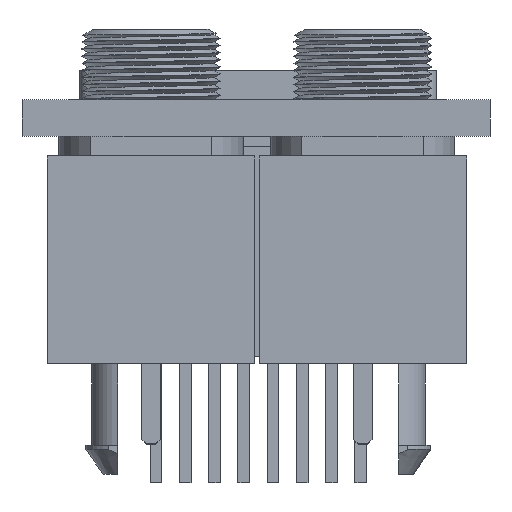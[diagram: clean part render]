
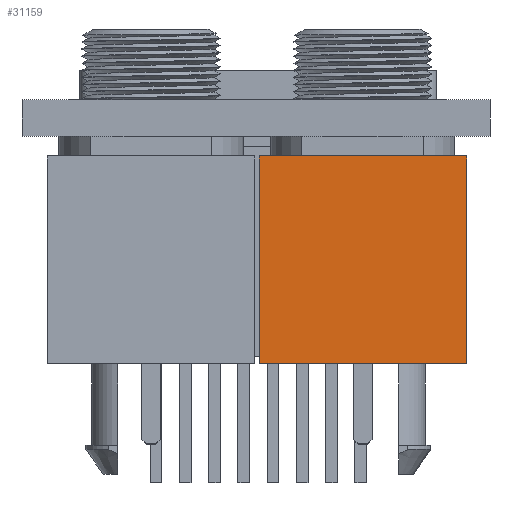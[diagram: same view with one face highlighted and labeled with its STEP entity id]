
A CAD part, front view. The second image highlights one B-rep face of the part: STEP entity #31159.
In plain terms, the highlighted face is planar.
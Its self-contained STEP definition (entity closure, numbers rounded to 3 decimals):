
#27691 = PLANE('',#27692);
#27692 = AXIS2_PLACEMENT_3D('',#27693,#27694,#27695);
#27693 = CARTESIAN_POINT('',(0.,0.,9.));
#27694 = DIRECTION('',(0.,0.,1.));
#27695 = DIRECTION('',(1.,0.,-0.));
#28355 = PLANE('',#28356);
#28356 = AXIS2_PLACEMENT_3D('',#28357,#28358,#28359);
#28357 = CARTESIAN_POINT('',(0.,0.,0.));
#28358 = DIRECTION('',(0.,0.,1.));
#28359 = DIRECTION('',(1.,0.,-0.));
#31053 = EDGE_CURVE('',#31054,#31056,#31058,.T.);
#31054 = VERTEX_POINT('',#31055);
#31055 = CARTESIAN_POINT('',(-4.5,5.25,9.));
#31056 = VERTEX_POINT('',#31057);
#31057 = CARTESIAN_POINT('',(-4.5,5.25,0.));
#31058 = SURFACE_CURVE('',#31059,(#31063,#31075),.PCURVE_S1.);
#31059 = LINE('',#31060,#31061);
#31060 = CARTESIAN_POINT('',(-4.5,5.25,9.));
#31061 = VECTOR('',#31062,1.);
#31062 = DIRECTION('',(0.,0.,-1.));
#31063 = PCURVE('',#31064,#31069);
#31064 = PLANE('',#31065);
#31065 = AXIS2_PLACEMENT_3D('',#31066,#31067,#31068);
#31066 = CARTESIAN_POINT('',(-4.5,5.25,9.));
#31067 = DIRECTION('',(1.,0.,0.));
#31068 = DIRECTION('',(0.,0.,-1.));
#31069 = DEFINITIONAL_REPRESENTATION('',(#31070),#31074);
#31070 = LINE('',#31071,#31072);
#31071 = CARTESIAN_POINT('',(0.,0.));
#31072 = VECTOR('',#31073,1.);
#31073 = DIRECTION('',(1.,0.));
#31074 = ( GEOMETRIC_REPRESENTATION_CONTEXT(2) 
PARAMETRIC_REPRESENTATION_CONTEXT() REPRESENTATION_CONTEXT('2D SPACE',''
  ) );
#31075 = PCURVE('',#31076,#31081);
#31076 = PLANE('',#31077);
#31077 = AXIS2_PLACEMENT_3D('',#31078,#31079,#31080);
#31078 = CARTESIAN_POINT('',(4.5,5.25,9.));
#31079 = DIRECTION('',(0.,-1.,0.));
#31080 = DIRECTION('',(0.,0.,-1.));
#31081 = DEFINITIONAL_REPRESENTATION('',(#31082),#31086);
#31082 = LINE('',#31083,#31084);
#31083 = CARTESIAN_POINT('',(0.,-9.));
#31084 = VECTOR('',#31085,1.);
#31085 = DIRECTION('',(1.,0.));
#31086 = ( GEOMETRIC_REPRESENTATION_CONTEXT(2) 
PARAMETRIC_REPRESENTATION_CONTEXT() REPRESENTATION_CONTEXT('2D SPACE',''
  ) );
#31159 = ADVANCED_FACE('',(#31160),#31076,.F.);
#31160 = FACE_BOUND('',#31161,.F.);
#31161 = EDGE_LOOP('',(#31162,#31192,#31213,#31214));
#31162 = ORIENTED_EDGE('',*,*,#31163,.F.);
#31163 = EDGE_CURVE('',#31164,#31166,#31168,.T.);
#31164 = VERTEX_POINT('',#31165);
#31165 = CARTESIAN_POINT('',(4.5,5.25,9.));
#31166 = VERTEX_POINT('',#31167);
#31167 = CARTESIAN_POINT('',(4.5,5.25,0.));
#31168 = SURFACE_CURVE('',#31169,(#31173,#31180),.PCURVE_S1.);
#31169 = LINE('',#31170,#31171);
#31170 = CARTESIAN_POINT('',(4.5,5.25,9.));
#31171 = VECTOR('',#31172,1.);
#31172 = DIRECTION('',(0.,0.,-1.));
#31173 = PCURVE('',#31076,#31174);
#31174 = DEFINITIONAL_REPRESENTATION('',(#31175),#31179);
#31175 = LINE('',#31176,#31177);
#31176 = CARTESIAN_POINT('',(0.,0.));
#31177 = VECTOR('',#31178,1.);
#31178 = DIRECTION('',(1.,0.));
#31179 = ( GEOMETRIC_REPRESENTATION_CONTEXT(2) 
PARAMETRIC_REPRESENTATION_CONTEXT() REPRESENTATION_CONTEXT('2D SPACE',''
  ) );
#31180 = PCURVE('',#31181,#31186);
#31181 = PLANE('',#31182);
#31182 = AXIS2_PLACEMENT_3D('',#31183,#31184,#31185);
#31183 = CARTESIAN_POINT('',(4.5,-5.25,9.));
#31184 = DIRECTION('',(-1.,0.,0.));
#31185 = DIRECTION('',(0.,0.,1.));
#31186 = DEFINITIONAL_REPRESENTATION('',(#31187),#31191);
#31187 = LINE('',#31188,#31189);
#31188 = CARTESIAN_POINT('',(0.,10.5));
#31189 = VECTOR('',#31190,1.);
#31190 = DIRECTION('',(-1.,0.));
#31191 = ( GEOMETRIC_REPRESENTATION_CONTEXT(2) 
PARAMETRIC_REPRESENTATION_CONTEXT() REPRESENTATION_CONTEXT('2D SPACE',''
  ) );
#31192 = ORIENTED_EDGE('',*,*,#31193,.T.);
#31193 = EDGE_CURVE('',#31164,#31054,#31194,.T.);
#31194 = SURFACE_CURVE('',#31195,(#31199,#31206),.PCURVE_S1.);
#31195 = LINE('',#31196,#31197);
#31196 = CARTESIAN_POINT('',(4.5,5.25,9.));
#31197 = VECTOR('',#31198,1.);
#31198 = DIRECTION('',(-1.,0.,0.));
#31199 = PCURVE('',#31076,#31200);
#31200 = DEFINITIONAL_REPRESENTATION('',(#31201),#31205);
#31201 = LINE('',#31202,#31203);
#31202 = CARTESIAN_POINT('',(0.,0.));
#31203 = VECTOR('',#31204,1.);
#31204 = DIRECTION('',(0.,-1.));
#31205 = ( GEOMETRIC_REPRESENTATION_CONTEXT(2) 
PARAMETRIC_REPRESENTATION_CONTEXT() REPRESENTATION_CONTEXT('2D SPACE',''
  ) );
#31206 = PCURVE('',#27691,#31207);
#31207 = DEFINITIONAL_REPRESENTATION('',(#31208),#31212);
#31208 = LINE('',#31209,#31210);
#31209 = CARTESIAN_POINT('',(4.5,5.25));
#31210 = VECTOR('',#31211,1.);
#31211 = DIRECTION('',(-1.,0.));
#31212 = ( GEOMETRIC_REPRESENTATION_CONTEXT(2) 
PARAMETRIC_REPRESENTATION_CONTEXT() REPRESENTATION_CONTEXT('2D SPACE',''
  ) );
#31213 = ORIENTED_EDGE('',*,*,#31053,.T.);
#31214 = ORIENTED_EDGE('',*,*,#31215,.F.);
#31215 = EDGE_CURVE('',#31166,#31056,#31216,.T.);
#31216 = SURFACE_CURVE('',#31217,(#31221,#31228),.PCURVE_S1.);
#31217 = LINE('',#31218,#31219);
#31218 = CARTESIAN_POINT('',(4.5,5.25,0.));
#31219 = VECTOR('',#31220,1.);
#31220 = DIRECTION('',(-1.,0.,0.));
#31221 = PCURVE('',#31076,#31222);
#31222 = DEFINITIONAL_REPRESENTATION('',(#31223),#31227);
#31223 = LINE('',#31224,#31225);
#31224 = CARTESIAN_POINT('',(9.,0.));
#31225 = VECTOR('',#31226,1.);
#31226 = DIRECTION('',(0.,-1.));
#31227 = ( GEOMETRIC_REPRESENTATION_CONTEXT(2) 
PARAMETRIC_REPRESENTATION_CONTEXT() REPRESENTATION_CONTEXT('2D SPACE',''
  ) );
#31228 = PCURVE('',#28355,#31229);
#31229 = DEFINITIONAL_REPRESENTATION('',(#31230),#31234);
#31230 = LINE('',#31231,#31232);
#31231 = CARTESIAN_POINT('',(4.5,5.25));
#31232 = VECTOR('',#31233,1.);
#31233 = DIRECTION('',(-1.,0.));
#31234 = ( GEOMETRIC_REPRESENTATION_CONTEXT(2) 
PARAMETRIC_REPRESENTATION_CONTEXT() REPRESENTATION_CONTEXT('2D SPACE',''
  ) );
